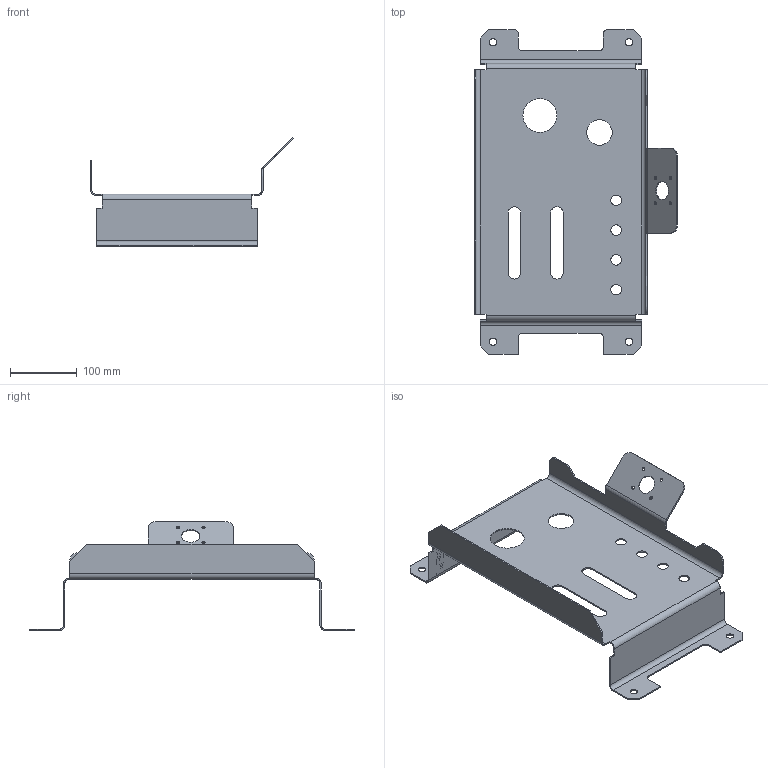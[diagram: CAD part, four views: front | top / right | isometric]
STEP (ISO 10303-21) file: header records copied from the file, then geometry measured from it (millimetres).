
FILE_DESCRIPTION(('CTC-03 geometry with PMI representation and/or presentation','from the NIST MBE PMI Validation and Conformance Testing Project','https://go.usa.gov/mGVm'),'2;1');
FILE_NAME('nist_ctc_03_asme1_ap203.stp','2017-03-30T09:24:11+00:00',(''),(''),'','','');
FILE_SCHEMA(('AP203_CONFIGURATION_CONTROLLED_3D_DESIGN_OF_MECHANICAL_PARTS_AND_ASSEMBLIES_MIM_LF { 1 0 10303 403 3 1 4}'));
Length unit declared in the file: inch
Products named in the file (1): nist_ctc_03_asme1
Bounding box: 302.96 x 485.44 x 162.68 mm (x, y, z)
Volume: 331938.3 mm3; surface area: 354978.6 mm2
Topology: 1 solids, 1 shells, 139 faces, 497 edges, 458 vertices
Faces by surface type: plane 86, cylinder 53
Full cylindrical faces by diameter (mm): 4.775 x4, 11.125 x4, 15.875 x4, 27.051 x1, 38.1 x1, 50.8 x1
Entity records: 25912 total; most frequent: CARTESIAN_POINT 19963, DIRECTION 962, ORIENTED_EDGE 780, POLYLINE 588, EDGE_CURVE 390, LINE 346, VECTOR 346, AXIS2_PLACEMENT_3D 308
